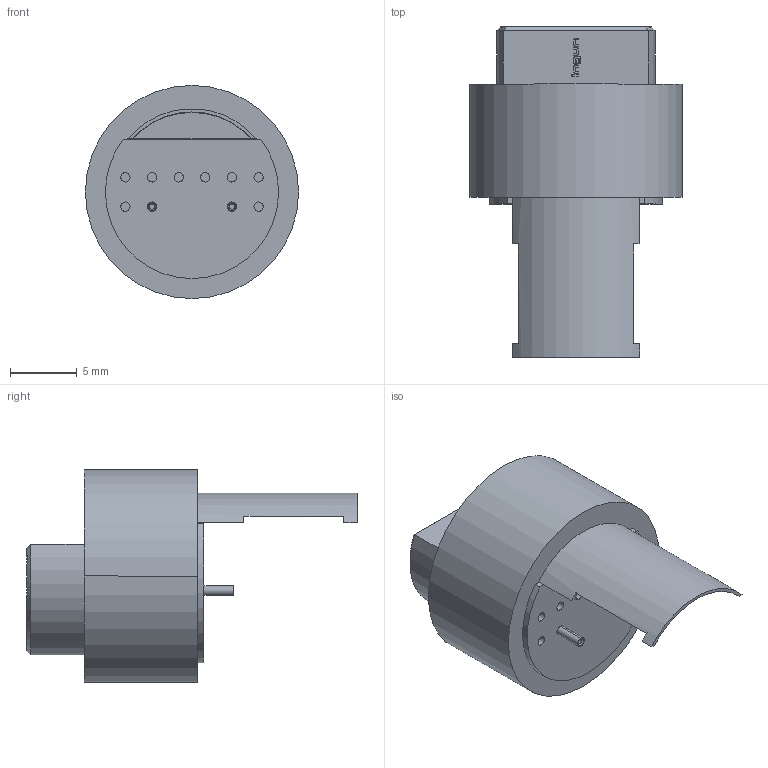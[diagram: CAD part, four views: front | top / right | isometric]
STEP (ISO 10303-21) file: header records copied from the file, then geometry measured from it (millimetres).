
FILE_DESCRIPTION (( 'STEP AP203' ), '1' );
FILE_NAME ('INGUN_SE-821_MX62.STEP', '2022-05-19T05:25:55', ( 'ochi' ), ( '' ), 'SwSTEP 2.0', 'SolidWorks 2018', '' );
FILE_SCHEMA (( 'CONFIG_CONTROL_DESIGN' ));
Length unit declared in the file: millimetre
Products named in the file (1): INGUN_SE-821_MX62
Bounding box: 16 x 24.8 x 16 mm (x, y, z)
Volume: 2120.9 mm3; surface area: 1389.1 mm2
Topology: 1 solids, 1 shells, 202 faces, 476 edges, 306 vertices
Faces by surface type: plane 95, cylinder 78, cone 29
Entity records: 5935 total; most frequent: DIRECTION 1084, CARTESIAN_POINT 1019, ORIENTED_EDGE 952, EDGE_CURVE 476, AXIS2_PLACEMENT_3D 411, VERTEX_POINT 306, VECTOR 262, LINE 262
